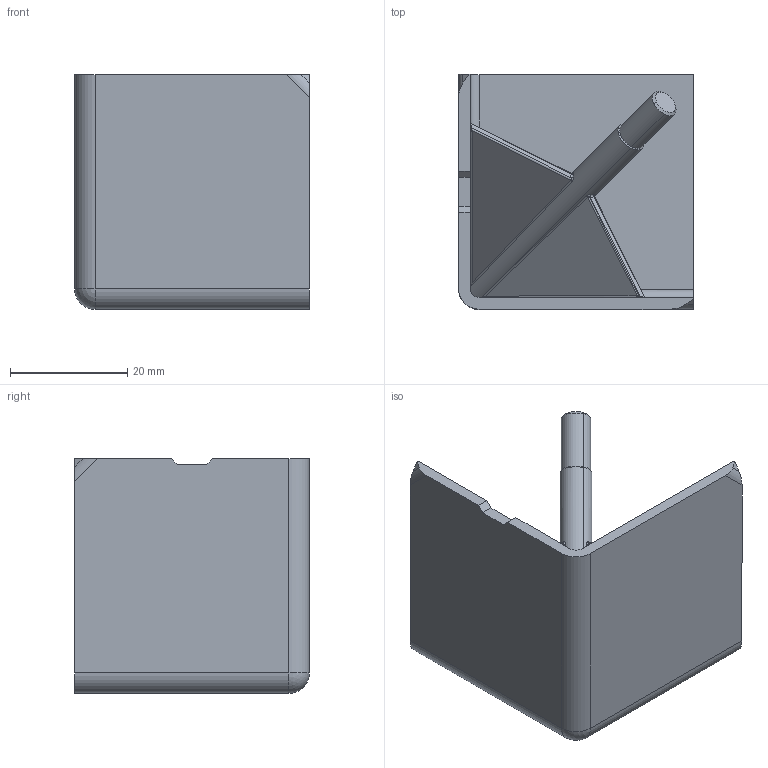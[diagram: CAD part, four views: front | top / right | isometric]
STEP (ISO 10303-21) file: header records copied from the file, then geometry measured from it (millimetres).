
FILE_DESCRIPTION(('FreeCAD Model'),'2;1');
FILE_NAME('Open CASCADE Shape Model','2024-04-03T11:10:53',(''),(''), 'Open CASCADE STEP processor 7.6','FreeCAD','Unknown');
FILE_SCHEMA(('AUTOMOTIVE_DESIGN { 1 0 10303 214 1 1 1 1 }'));
Length unit declared in the file: millimetre
Products named in the file (1): STI8-CC401
Bounding box: 40 x 40 x 40 mm (x, y, z)
Volume: 11875.6 mm3; surface area: 11792.1 mm2
Topology: 1 solids, 1 shells, 82 faces, 214 edges, 133 vertices
Faces by surface type: cylinder 30, plane 26, bspline 18, cone 4, torus 3, sphere 1
Entity records: 8914 total; most frequent: CARTESIAN_POINT 5134, DIRECTION 578, ORIENTED_EDGE 426, PCURVE 426, DEFINITIONAL_REPRESENTATION 426, LINE 337, VECTOR 337, EDGE_CURVE 213
